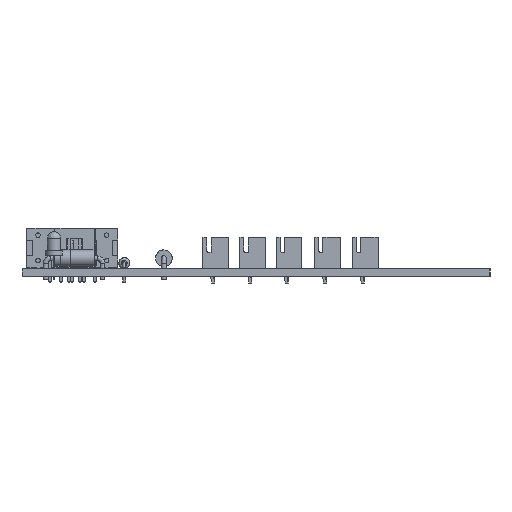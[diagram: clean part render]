
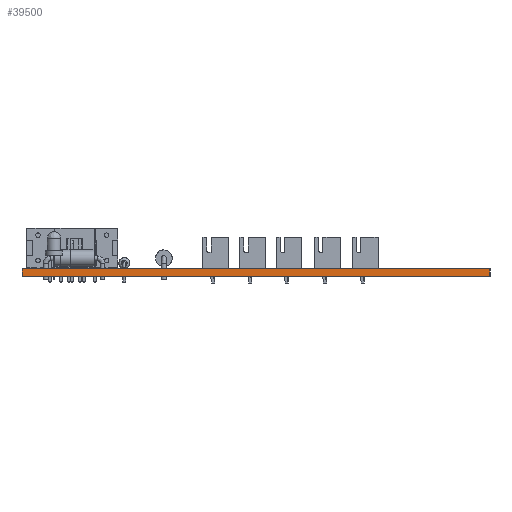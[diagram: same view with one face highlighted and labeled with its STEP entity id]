
A CAD part, left-side view. The second image highlights one B-rep face of the part: STEP entity #39500.
In plain terms, the highlighted planar face has unit normal (-1, 0, 0).
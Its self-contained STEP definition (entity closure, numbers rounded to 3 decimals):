
#39500 = ADVANCED_FACE('',(#39501),#39515,.T.);
#39501 = FACE_BOUND('',#39502,.T.);
#39502 = EDGE_LOOP('',(#39503,#39538,#39566,#39594));
#39503 = ORIENTED_EDGE('',*,*,#39504,.T.);
#39504 = EDGE_CURVE('',#39505,#39507,#39509,.T.);
#39505 = VERTEX_POINT('',#39506);
#39506 = CARTESIAN_POINT('',(51.156,-114.503,0.));
#39507 = VERTEX_POINT('',#39508);
#39508 = CARTESIAN_POINT('',(51.156,-114.503,1.6));
#39509 = SURFACE_CURVE('',#39510,(#39514,#39526),.PCURVE_S1.);
#39510 = LINE('',#39511,#39512);
#39511 = CARTESIAN_POINT('',(51.156,-114.503,0.));
#39512 = VECTOR('',#39513,1.);
#39513 = DIRECTION('',(0.,0.,1.));
#39514 = PCURVE('',#39515,#39520);
#39515 = PLANE('',#39516);
#39516 = AXIS2_PLACEMENT_3D('',#39517,#39518,#39519);
#39517 = CARTESIAN_POINT('',(51.156,-114.503,0.));
#39518 = DIRECTION('',(-1.,0.,0.));
#39519 = DIRECTION('',(0.,1.,0.));
#39520 = DEFINITIONAL_REPRESENTATION('',(#39521),#39525);
#39521 = LINE('',#39522,#39523);
#39522 = CARTESIAN_POINT('',(0.,0.));
#39523 = VECTOR('',#39524,1.);
#39524 = DIRECTION('',(0.,-1.));
#39525 = ( GEOMETRIC_REPRESENTATION_CONTEXT(2) 
PARAMETRIC_REPRESENTATION_CONTEXT() REPRESENTATION_CONTEXT('2D SPACE',''
  ) );
#39526 = PCURVE('',#39527,#39532);
#39527 = PLANE('',#39528);
#39528 = AXIS2_PLACEMENT_3D('',#39529,#39530,#39531);
#39529 = CARTESIAN_POINT('',(152.552,-114.503,0.));
#39530 = DIRECTION('',(0.,-1.,0.));
#39531 = DIRECTION('',(-1.,0.,0.));
#39532 = DEFINITIONAL_REPRESENTATION('',(#39533),#39537);
#39533 = LINE('',#39534,#39535);
#39534 = CARTESIAN_POINT('',(101.397,0.));
#39535 = VECTOR('',#39536,1.);
#39536 = DIRECTION('',(0.,-1.));
#39537 = ( GEOMETRIC_REPRESENTATION_CONTEXT(2) 
PARAMETRIC_REPRESENTATION_CONTEXT() REPRESENTATION_CONTEXT('2D SPACE',''
  ) );
#39538 = ORIENTED_EDGE('',*,*,#39539,.T.);
#39539 = EDGE_CURVE('',#39507,#39540,#39542,.T.);
#39540 = VERTEX_POINT('',#39541);
#39541 = CARTESIAN_POINT('',(51.156,-9.754,1.6));
#39542 = SURFACE_CURVE('',#39543,(#39547,#39554),.PCURVE_S1.);
#39543 = LINE('',#39544,#39545);
#39544 = CARTESIAN_POINT('',(51.156,-114.503,1.6));
#39545 = VECTOR('',#39546,1.);
#39546 = DIRECTION('',(0.,1.,0.));
#39547 = PCURVE('',#39515,#39548);
#39548 = DEFINITIONAL_REPRESENTATION('',(#39549),#39553);
#39549 = LINE('',#39550,#39551);
#39550 = CARTESIAN_POINT('',(0.,-1.6));
#39551 = VECTOR('',#39552,1.);
#39552 = DIRECTION('',(1.,0.));
#39553 = ( GEOMETRIC_REPRESENTATION_CONTEXT(2) 
PARAMETRIC_REPRESENTATION_CONTEXT() REPRESENTATION_CONTEXT('2D SPACE',''
  ) );
#39554 = PCURVE('',#39555,#39560);
#39555 = PLANE('',#39556);
#39556 = AXIS2_PLACEMENT_3D('',#39557,#39558,#39559);
#39557 = CARTESIAN_POINT('',(101.854,-62.128,1.6));
#39558 = DIRECTION('',(-0.,-0.,-1.));
#39559 = DIRECTION('',(-1.,0.,0.));
#39560 = DEFINITIONAL_REPRESENTATION('',(#39561),#39565);
#39561 = LINE('',#39562,#39563);
#39562 = CARTESIAN_POINT('',(50.698,-52.375));
#39563 = VECTOR('',#39564,1.);
#39564 = DIRECTION('',(0.,1.));
#39565 = ( GEOMETRIC_REPRESENTATION_CONTEXT(2) 
PARAMETRIC_REPRESENTATION_CONTEXT() REPRESENTATION_CONTEXT('2D SPACE',''
  ) );
#39566 = ORIENTED_EDGE('',*,*,#39567,.F.);
#39567 = EDGE_CURVE('',#39568,#39540,#39570,.T.);
#39568 = VERTEX_POINT('',#39569);
#39569 = CARTESIAN_POINT('',(51.156,-9.754,0.));
#39570 = SURFACE_CURVE('',#39571,(#39575,#39582),.PCURVE_S1.);
#39571 = LINE('',#39572,#39573);
#39572 = CARTESIAN_POINT('',(51.156,-9.754,0.));
#39573 = VECTOR('',#39574,1.);
#39574 = DIRECTION('',(0.,0.,1.));
#39575 = PCURVE('',#39515,#39576);
#39576 = DEFINITIONAL_REPRESENTATION('',(#39577),#39581);
#39577 = LINE('',#39578,#39579);
#39578 = CARTESIAN_POINT('',(104.75,0.));
#39579 = VECTOR('',#39580,1.);
#39580 = DIRECTION('',(0.,-1.));
#39581 = ( GEOMETRIC_REPRESENTATION_CONTEXT(2) 
PARAMETRIC_REPRESENTATION_CONTEXT() REPRESENTATION_CONTEXT('2D SPACE',''
  ) );
#39582 = PCURVE('',#39583,#39588);
#39583 = PLANE('',#39584);
#39584 = AXIS2_PLACEMENT_3D('',#39585,#39586,#39587);
#39585 = CARTESIAN_POINT('',(51.156,-9.754,0.));
#39586 = DIRECTION('',(0.,1.,0.));
#39587 = DIRECTION('',(1.,0.,0.));
#39588 = DEFINITIONAL_REPRESENTATION('',(#39589),#39593);
#39589 = LINE('',#39590,#39591);
#39590 = CARTESIAN_POINT('',(0.,0.));
#39591 = VECTOR('',#39592,1.);
#39592 = DIRECTION('',(0.,-1.));
#39593 = ( GEOMETRIC_REPRESENTATION_CONTEXT(2) 
PARAMETRIC_REPRESENTATION_CONTEXT() REPRESENTATION_CONTEXT('2D SPACE',''
  ) );
#39594 = ORIENTED_EDGE('',*,*,#39595,.F.);
#39595 = EDGE_CURVE('',#39505,#39568,#39596,.T.);
#39596 = SURFACE_CURVE('',#39597,(#39601,#39608),.PCURVE_S1.);
#39597 = LINE('',#39598,#39599);
#39598 = CARTESIAN_POINT('',(51.156,-114.503,0.));
#39599 = VECTOR('',#39600,1.);
#39600 = DIRECTION('',(0.,1.,0.));
#39601 = PCURVE('',#39515,#39602);
#39602 = DEFINITIONAL_REPRESENTATION('',(#39603),#39607);
#39603 = LINE('',#39604,#39605);
#39604 = CARTESIAN_POINT('',(0.,0.));
#39605 = VECTOR('',#39606,1.);
#39606 = DIRECTION('',(1.,0.));
#39607 = ( GEOMETRIC_REPRESENTATION_CONTEXT(2) 
PARAMETRIC_REPRESENTATION_CONTEXT() REPRESENTATION_CONTEXT('2D SPACE',''
  ) );
#39608 = PCURVE('',#39609,#39614);
#39609 = PLANE('',#39610);
#39610 = AXIS2_PLACEMENT_3D('',#39611,#39612,#39613);
#39611 = CARTESIAN_POINT('',(101.854,-62.128,0.));
#39612 = DIRECTION('',(-0.,-0.,-1.));
#39613 = DIRECTION('',(-1.,0.,0.));
#39614 = DEFINITIONAL_REPRESENTATION('',(#39615),#39619);
#39615 = LINE('',#39616,#39617);
#39616 = CARTESIAN_POINT('',(50.698,-52.375));
#39617 = VECTOR('',#39618,1.);
#39618 = DIRECTION('',(0.,1.));
#39619 = ( GEOMETRIC_REPRESENTATION_CONTEXT(2) 
PARAMETRIC_REPRESENTATION_CONTEXT() REPRESENTATION_CONTEXT('2D SPACE',''
  ) );
